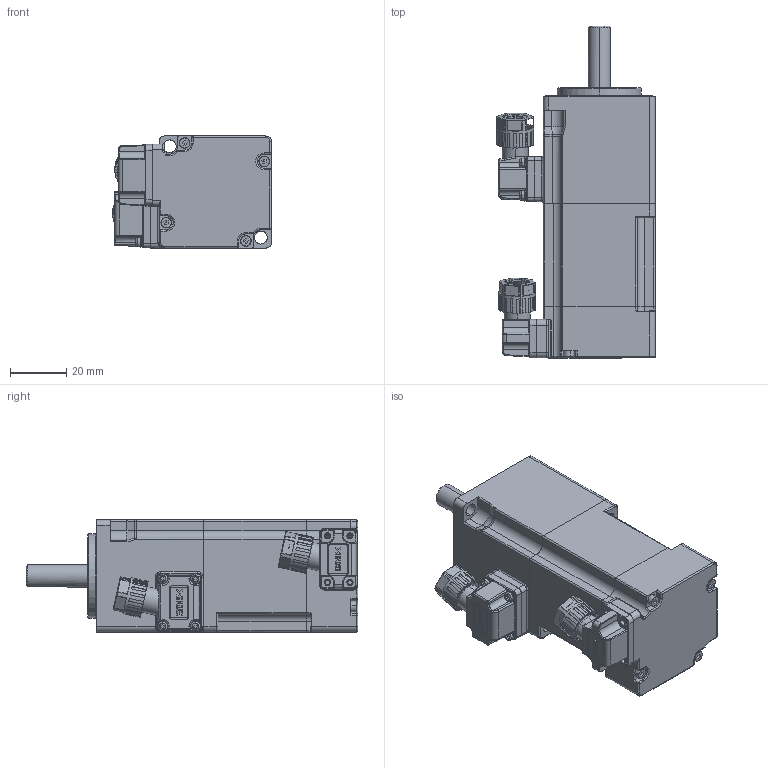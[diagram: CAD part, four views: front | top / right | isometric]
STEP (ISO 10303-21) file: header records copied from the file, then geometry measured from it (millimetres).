
FILE_DESCRIPTION (( 'STEP AP214' ), '1' );
FILE_NAME ('MS6H-40CM30BZ4-20A5.STEP', '2024-03-21T11:00:43', ( '' ), ( '' ), 'SwSTEP 2.0', 'SolidWorks 2022', '' );
FILE_SCHEMA (( 'AUTOMOTIVE_DESIGN' ));
Length unit declared in the file: millimetre
Products named in the file (1): MS6H-40CM30BZ4-20A5
Bounding box: 56.61 x 118.4 x 40 mm (x, y, z)
Surface area: 25320.6 mm2 (no closed solid volume)
Topology: 0 solids, 23 shells, 1057 faces, 3448 edges, 2321 vertices
Faces by surface type: plane 433, cylinder 380, torus 98, cone 76, bspline 55, sphere 15
Entity records: 57599 total; most frequent: CARTESIAN_POINT 17758, ORIENTED_EDGE 5881, DIRECTION 5385, EDGE_CURVE 3435, VERTEX_POINT 2321, AXIS2_PLACEMENT_3D 1930, VECTOR 1525, LINE 1525
